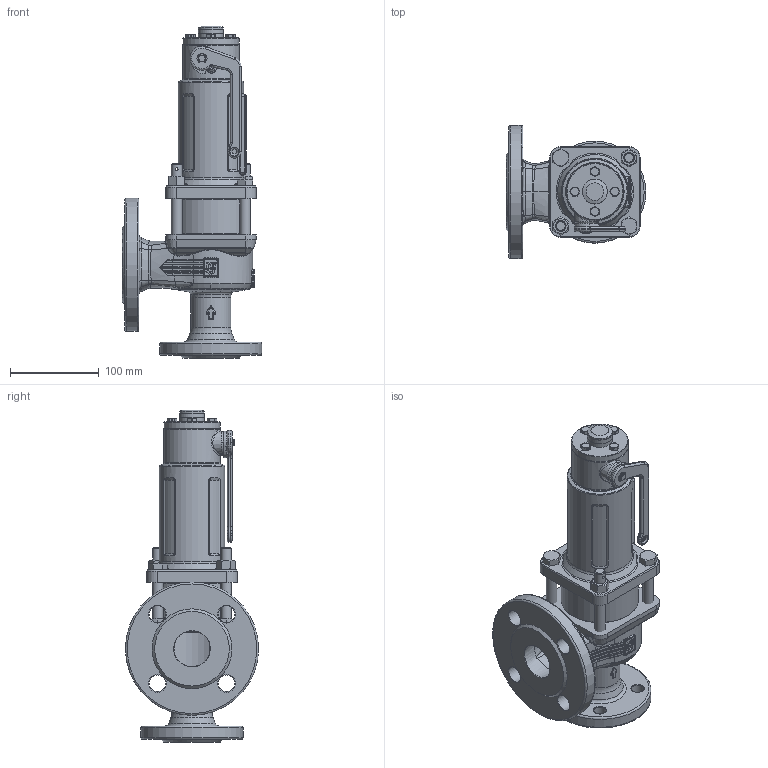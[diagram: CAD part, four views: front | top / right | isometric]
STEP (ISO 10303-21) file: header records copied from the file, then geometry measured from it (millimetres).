
FILE_DESCRIPTION(('HOOPS Exchange Step'),'2;1');
FILE_NAME('SF0612_DN25_25-40.stp','2025-06-27T13:34:23+02:00',('nieru'),('Unknown organisation'),'HOOPS Exchange 2024.2','HOOPS Exchange','Unknown authorisation');
FILE_SCHEMA( ('AP203_CONFIGURATION_CONTROLLED_3D_DESIGN_OF_MECHANICAL_PARTS_AND_ASSEMBLIES_MIM_LF') );
Length unit declared in the file: millimetre
Products named in the file (2): 0; root
Assembly tree (1 placements, depth 2):
  root
    0
Bounding box: 157.5 x 150 x 374 mm (x, y, z)
Volume: 1834297.3 mm3; surface area: 275920.3 mm2
Topology: 21 solids, 21 shells, 1455 faces, 3611 edges, 2170 vertices
Faces by surface type: bspline 558, cylinder 363, plane 298, torus 152, cone 81, sphere 3
Full cylindrical faces by diameter (mm): 2 x2, 3 x1, 3.9 x1, 5 x1, 6 x1, 8.2 x1, 8.9 x4, 10 x1, 10.106 x2, 12 x6, 14 x4, 15 x1, 19 x4, 25.8 x1, 28 x3, 28.5 x1, 33.95 x1, 45 x1, 64 x2, 74 x1, 82.163 x1, 85 x1, 86 x1, 87 x1, 115 x1, 150 x1
Entity records: 100037 total; most frequent: CARTESIAN_POINT 69387, ORIENTED_EDGE 7038, DIRECTION 4989, EDGE_CURVE 3519, VERTEX_POINT 2170, AXIS2_PLACEMENT_3D 2017, EDGE_LOOP 1555, FACE_BOUND 1555
